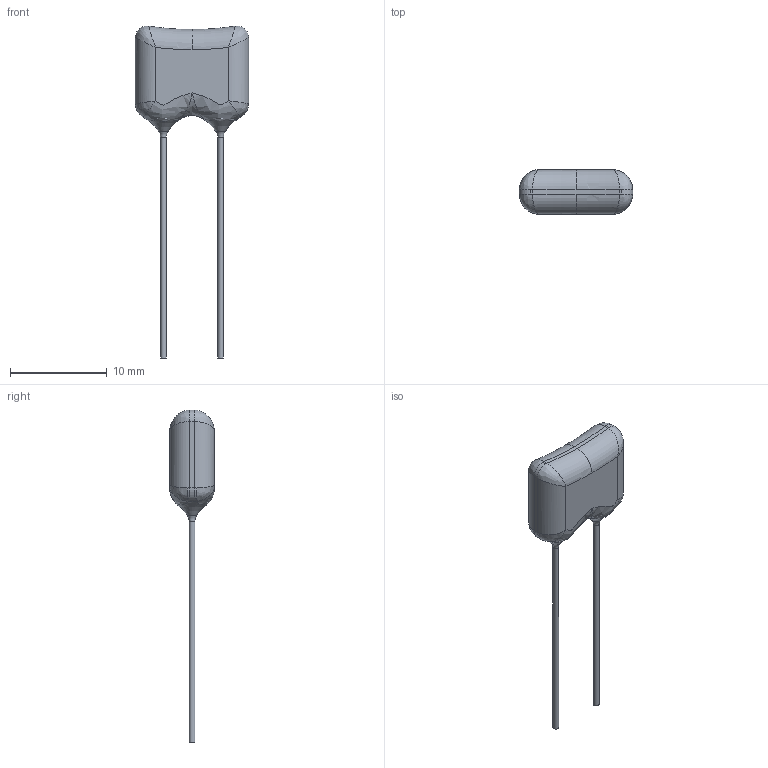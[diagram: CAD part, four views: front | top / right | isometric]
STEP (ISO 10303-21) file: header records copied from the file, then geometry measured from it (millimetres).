
FILE_DESCRIPTION(('HOOPS Exchange Step'),'2;1');
FILE_NAME('temp_export','2023-02-13T14:54:49+08:00',('30abd'),('Shapr3D Limited'),'HOOPS Exchange 2022.2','Shapr3D','Authorized');
FILE_SCHEMA( ('AUTOMOTIVE_DESIGN { 1 0 10303 214 1 1 1 1 }') );
Length unit declared in the file: millimetre
Products named in the file (1): root
Bounding box: 11.7 x 4.6 x 34.27 mm (x, y, z)
Volume: 454.3 mm3; surface area: 424.1 mm2
Topology: 1 solids, 1 shells, 49 faces, 120 edges, 63 vertices
Faces by surface type: bspline 24, cylinder 11, torus 8, plane 6
Full cylindrical faces by diameter (mm): 0.6 x2
Entity records: 6680 total; most frequent: CARTESIAN_POINT 5688, ORIENTED_EDGE 220, DIRECTION 158, EDGE_CURVE 110, AXIS2_PLACEMENT_3D 71, VERTEX_POINT 63, EDGE_LOOP 49, FACE_BOUND 49
